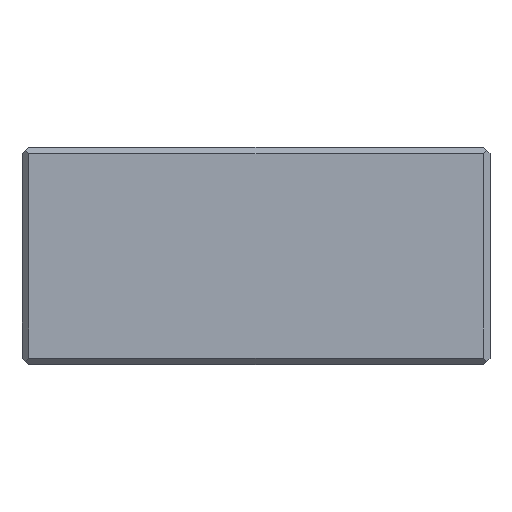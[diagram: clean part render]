
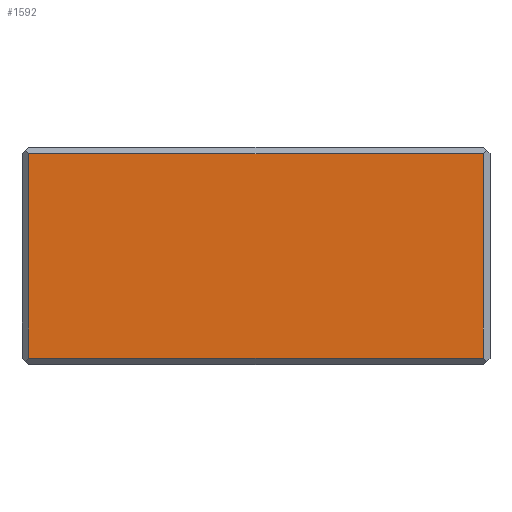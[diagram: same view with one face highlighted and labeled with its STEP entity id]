
A CAD part, top view. The second image highlights one B-rep face of the part: STEP entity #1592.
In plain terms, the highlighted planar face has unit normal (0, 0, 1).
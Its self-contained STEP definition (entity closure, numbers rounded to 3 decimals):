
#719 = VERTEX_POINT('',#720);
#720 = CARTESIAN_POINT('',(-3.45,-1.3,4.));
#730 = VERTEX_POINT('',#731);
#731 = CARTESIAN_POINT('',(3.45,-1.3,4.));
#737 = EDGE_CURVE('',#719,#730,#738,.T.);
#738 = LINE('',#739,#740);
#739 = CARTESIAN_POINT('',(-3.55,-1.3,4.));
#740 = VECTOR('',#741,1.);
#741 = DIRECTION('',(1.,0.,0.));
#752 = VERTEX_POINT('',#753);
#753 = CARTESIAN_POINT('',(-3.45,1.8,4.));
#763 = EDGE_CURVE('',#752,#719,#764,.T.);
#764 = LINE('',#765,#766);
#765 = CARTESIAN_POINT('',(-3.45,1.9,4.));
#766 = VECTOR('',#767,1.);
#767 = DIRECTION('',(0.,-1.,0.));
#782 = VERTEX_POINT('',#783);
#783 = CARTESIAN_POINT('',(3.45,1.8,4.));
#789 = EDGE_CURVE('',#730,#782,#790,.T.);
#790 = LINE('',#791,#792);
#791 = CARTESIAN_POINT('',(3.45,-1.4,4.));
#792 = VECTOR('',#793,1.);
#793 = DIRECTION('',(0.,1.,0.));
#808 = EDGE_CURVE('',#782,#752,#809,.T.);
#809 = LINE('',#810,#811);
#810 = CARTESIAN_POINT('',(3.55,1.8,4.));
#811 = VECTOR('',#812,1.);
#812 = DIRECTION('',(-1.,0.,0.));
#1592 = ADVANCED_FACE('',(#1593),#1599,.T.);
#1593 = FACE_BOUND('',#1594,.T.);
#1594 = EDGE_LOOP('',(#1595,#1596,#1597,#1598));
#1595 = ORIENTED_EDGE('',*,*,#737,.T.);
#1596 = ORIENTED_EDGE('',*,*,#789,.T.);
#1597 = ORIENTED_EDGE('',*,*,#808,.T.);
#1598 = ORIENTED_EDGE('',*,*,#763,.T.);
#1599 = PLANE('',#1600);
#1600 = AXIS2_PLACEMENT_3D('',#1601,#1602,#1603);
#1601 = CARTESIAN_POINT('',(0.,0.25,4.));
#1602 = DIRECTION('',(0.,0.,1.));
#1603 = DIRECTION('',(1.,0.,0.));
